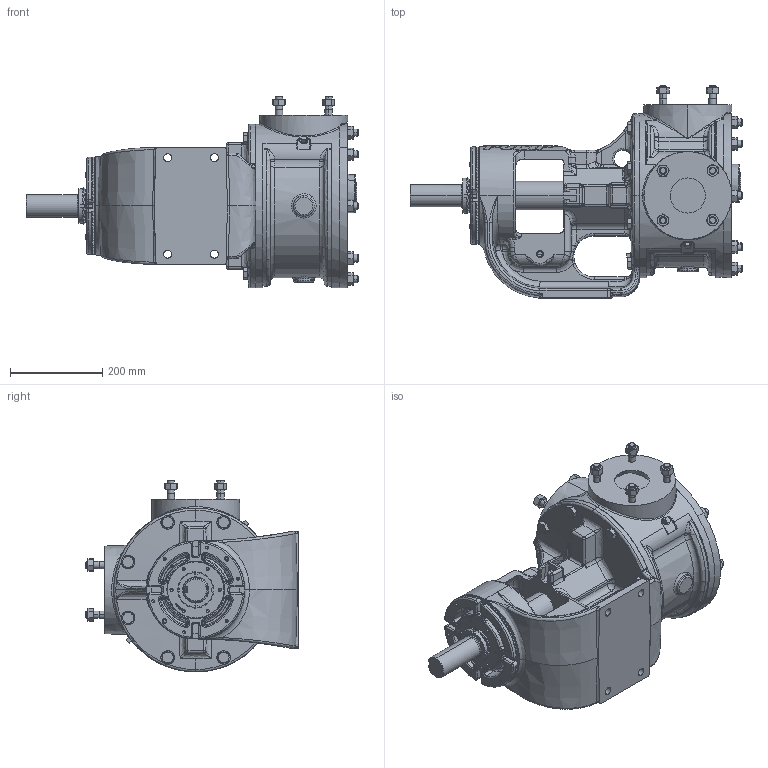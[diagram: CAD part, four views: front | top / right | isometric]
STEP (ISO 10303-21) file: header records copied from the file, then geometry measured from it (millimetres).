
FILE_DESCRIPTION (( 'STEP AP214' ), '1' );
FILE_NAME ('Q4624B.STEP', '2016-09-09T19:18:24', ( '' ), ( '' ), 'SwSTEP 2.0', 'SolidWorks 2015', '' );
FILE_SCHEMA (( 'AUTOMOTIVE_DESIGN' ));
Length unit declared in the file: inch
Products named in the file (2): Q4624B
Bounding box: 720.62 x 460.5 x 416.05 mm (x, y, z)
Volume: 29600052.5 mm3; surface area: 1247730.1 mm2
Topology: 1 solids, 1 shells, 3246 faces, 8279 edges, 5056 vertices
Faces by surface type: plane 1003, cylinder 952, bspline 722, cone 415, torus 119, sphere 35
Entity records: 247683 total; most frequent: CARTESIAN_POINT 146081, ORIENTED_EDGE 16276, DIRECTION 13488, EDGE_CURVE 8138, AXIS2_PLACEMENT_3D 5252, VERTEX_POINT 5056, EDGE_LOOP 3426, ADVANCED_FACE 3246
